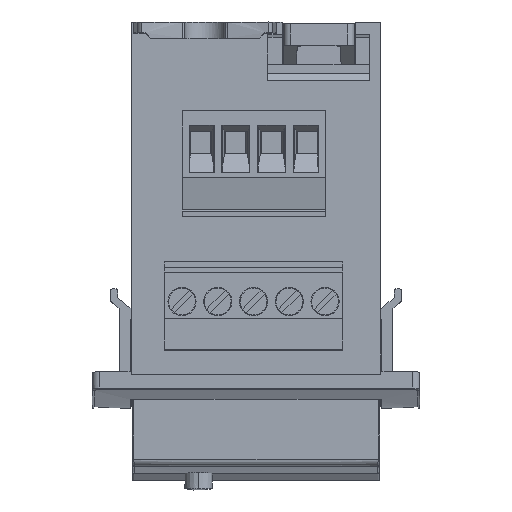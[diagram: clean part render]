
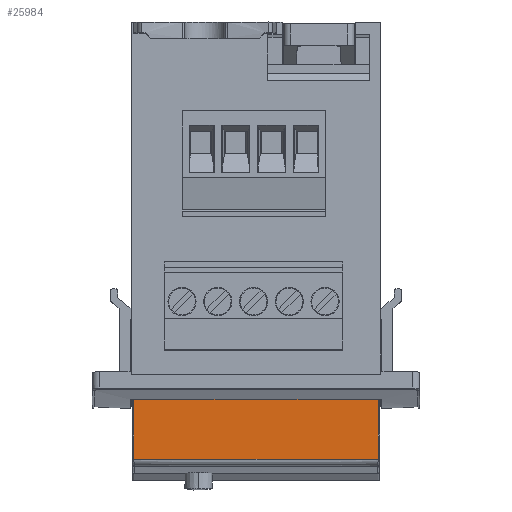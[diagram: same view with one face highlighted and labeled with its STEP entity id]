
A CAD part, top view. The second image highlights one B-rep face of the part: STEP entity #25984.
In plain terms, the highlighted planar face has unit normal (0, -0.01, 1).
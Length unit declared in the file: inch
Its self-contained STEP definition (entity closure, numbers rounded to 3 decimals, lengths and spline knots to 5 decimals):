
#1631 = CARTESIAN_POINT ( 'NONE',  ( -23.68165, -1.95276, -3.55653 ) ) ;
#3540 = EDGE_CURVE ( 'NONE', #34828, #20534, #22753, .T. ) ;
#4231 = CARTESIAN_POINT ( 'NONE',  ( -25.05567, -1.95276, -3.55653 ) ) ;
#4939 = ORIENTED_EDGE ( 'NONE', *, *, #17769, .T. ) ;
#5054 = ORIENTED_EDGE ( 'NONE', *, *, #17200, .T. ) ;
#5959 = VECTOR ( 'NONE', #12740, 39.37008 ) ;
#6427 = CARTESIAN_POINT ( 'NONE',  ( -23.81354, -1.95276, -3.55653 ) ) ;
#6782 = FACE_OUTER_BOUND ( 'NONE', #29028, .T. ) ;
#7157 = PLANE ( 'NONE',  #19031 ) ;
#7221 = VERTEX_POINT ( 'NONE', #11703 ) ;
#8942 = VERTEX_POINT ( 'NONE', #35253 ) ;
#10291 = CARTESIAN_POINT ( 'NONE',  ( -24.36866, -1.95276, -3.55653 ) ) ;
#11456 = ORIENTED_EDGE ( 'NONE', *, *, #3540, .F. ) ;
#11703 = CARTESIAN_POINT ( 'NONE',  ( -23.6862, -2.42595, -3.56108 ) ) ;
#12740 = DIRECTION ( 'NONE',  ( 0.01, 1., 0.01 ) ) ;
#14398 = ORIENTED_EDGE ( 'NONE', *, *, #17886, .T. ) ;
#16283 = CARTESIAN_POINT ( 'NONE',  ( -25.05113, -2.42594, -3.56108 ) ) ;
#16687 = DIRECTION ( 'NONE',  ( 1., 0., 0. ) ) ;
#17200 = EDGE_CURVE ( 'NONE', #34828, #8942, #27011, .T. ) ;
#17769 = EDGE_CURVE ( 'NONE', #7221, #20534, #30834, .T. ) ;
#17886 = EDGE_CURVE ( 'NONE', #8942, #7221, #35170, .T. ) ;
#19031 = AXIS2_PLACEMENT_3D ( 'NONE', #10291, #38353, #19675 ) ;
#19675 = DIRECTION ( 'NONE',  ( 0., -1., -0.01 ) ) ;
#20534 = VERTEX_POINT ( 'NONE', #1631 ) ;
#20827 = CARTESIAN_POINT ( 'NONE',  ( -25.05567, -1.95276, -3.55653 ) ) ;
#22753 = LINE ( 'NONE', #6427, #39375 ) ;
#25984 = ADVANCED_FACE ( 'NONE', ( #6782 ), #7157, .T. ) ;
#26030 = VECTOR ( 'NONE', #39510, 39.37008 ) ;
#27011 = LINE ( 'NONE', #20827, #26030 ) ;
#28245 = DIRECTION ( 'NONE',  ( 1., 0., 0. ) ) ;
#29028 = EDGE_LOOP ( 'NONE', ( #14398, #4939, #11456, #5054 ) ) ;
#30834 = LINE ( 'NONE', #37535, #5959 ) ;
#34195 = VECTOR ( 'NONE', #16687, 39.37008 ) ;
#34828 = VERTEX_POINT ( 'NONE', #4231 ) ;
#35170 = LINE ( 'NONE', #16283, #34195 ) ;
#35253 = CARTESIAN_POINT ( 'NONE',  ( -25.05113, -2.42594, -3.56108 ) ) ;
#37535 = CARTESIAN_POINT ( 'NONE',  ( -23.6862, -2.42595, -3.56108 ) ) ;
#38353 = DIRECTION ( 'NONE',  ( 0., -0.01, 1. ) ) ;
#39375 = VECTOR ( 'NONE', #28245, 39.37008 ) ;
#39510 = DIRECTION ( 'NONE',  ( 0.01, -1., -0.01 ) ) ;
